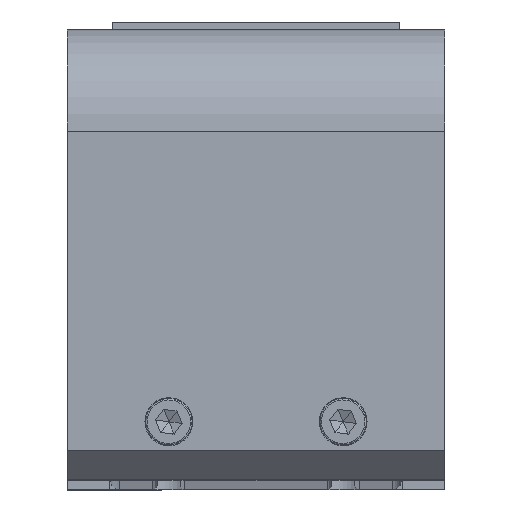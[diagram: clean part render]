
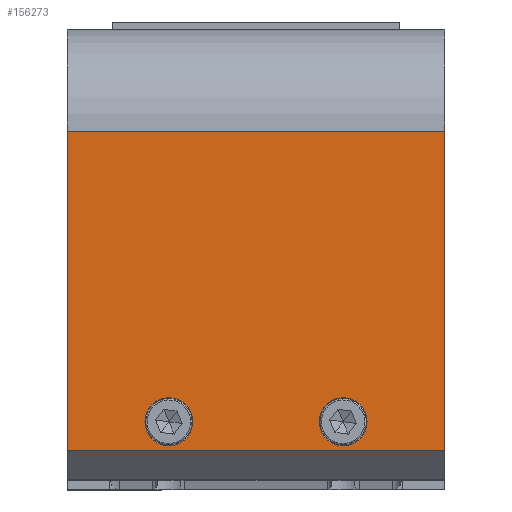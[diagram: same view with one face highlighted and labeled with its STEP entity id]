
A CAD part, top view. The second image highlights one B-rep face of the part: STEP entity #156273.
In plain terms, the highlighted planar face has unit normal (0, 0, 1).
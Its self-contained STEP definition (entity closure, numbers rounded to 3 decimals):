
#792 = CIRCLE ( 'NONE', #56621, 8.25 ) ;
#2071 = EDGE_LOOP ( 'NONE', ( #95463, #71021, #205708, #206054 ) ) ;
#2209 = EDGE_CURVE ( 'NONE', #21882, #194830, #215762, .T. ) ;
#3668 = DIRECTION ( 'NONE',  ( 0., 0., 1. ) ) ;
#5406 = CIRCLE ( 'NONE', #120299, 8.25 ) ;
#5665 = DIRECTION ( 'NONE',  ( -1., 0., 0. ) ) ;
#6152 = ORIENTED_EDGE ( 'NONE', *, *, #141450, .F. ) ;
#10984 = VERTEX_POINT ( 'NONE', #120256 ) ;
#14446 = DIRECTION ( 'NONE',  ( 0., 0., 1. ) ) ;
#20820 = EDGE_CURVE ( 'NONE', #119317, #97926, #107252, .T. ) ;
#21882 = VERTEX_POINT ( 'NONE', #131014 ) ;
#24439 = CARTESIAN_POINT ( 'NONE',  ( 165.217, 207.762, 762.525 ) ) ;
#27958 = AXIS2_PLACEMENT_3D ( 'NONE', #155683, #106666, #54393 ) ;
#30348 = VERTEX_POINT ( 'NONE', #170062 ) ;
#31329 = PLANE ( 'NONE',  #77983 ) ;
#33547 = LINE ( 'NONE', #166524, #130683 ) ;
#34570 = DIRECTION ( 'NONE',  ( -1., 0., 0. ) ) ;
#38316 = VECTOR ( 'NONE', #51305, 1000. ) ;
#44857 = VERTEX_POINT ( 'NONE', #24439 ) ;
#47727 = FACE_BOUND ( 'NONE', #159259, .T. ) ;
#48885 = DIRECTION ( 'NONE',  ( -1., 0., 0. ) ) ;
#51305 = DIRECTION ( 'NONE',  ( 0., -1., 0. ) ) ;
#52007 = DIRECTION ( 'NONE',  ( 0., 0., -1. ) ) ;
#54393 = DIRECTION ( 'NONE',  ( 1., 0., 0. ) ) ;
#56621 = AXIS2_PLACEMENT_3D ( 'NONE', #132443, #3668, #150919 ) ;
#60821 = CARTESIAN_POINT ( 'NONE',  ( 173.467, 207.762, 762.525 ) ) ;
#71021 = ORIENTED_EDGE ( 'NONE', *, *, #117083, .F. ) ;
#74997 = DIRECTION ( 'NONE',  ( 1., 0., 0. ) ) ;
#77983 = AXIS2_PLACEMENT_3D ( 'NONE', #200058, #52007, #34570 ) ;
#80147 = CARTESIAN_POINT ( 'NONE',  ( 78.467, 197.762, 762.525 ) ) ;
#84246 = DIRECTION ( 'NONE',  ( 1., 0., 0. ) ) ;
#89809 = EDGE_CURVE ( 'NONE', #171059, #44857, #792, .T. ) ;
#90943 = DIRECTION ( 'NONE',  ( 0., -1., 0. ) ) ;
#95463 = ORIENTED_EDGE ( 'NONE', *, *, #2209, .T. ) ;
#97926 = VERTEX_POINT ( 'NONE', #176527 ) ;
#106666 = DIRECTION ( 'NONE',  ( 0., 0., 1. ) ) ;
#107209 = AXIS2_PLACEMENT_3D ( 'NONE', #60821, #156703, #74997 ) ;
#107252 = LINE ( 'NONE', #204124, #130892 ) ;
#107707 = VECTOR ( 'NONE', #5665, 1000. ) ;
#111007 = EDGE_CURVE ( 'NONE', #44857, #171059, #180258, .T. ) ;
#114426 = EDGE_LOOP ( 'NONE', ( #129574, #181909 ) ) ;
#117083 = EDGE_CURVE ( 'NONE', #97926, #194830, #33547, .T. ) ;
#119317 = VERTEX_POINT ( 'NONE', #120253 ) ;
#120253 = CARTESIAN_POINT ( 'NONE',  ( 208.467, 307.762, 762.525 ) ) ;
#120256 = CARTESIAN_POINT ( 'NONE',  ( 105.217, 207.762, 762.525 ) ) ;
#120299 = AXIS2_PLACEMENT_3D ( 'NONE', #183284, #14446, #84246 ) ;
#129574 = ORIENTED_EDGE ( 'NONE', *, *, #89809, .F. ) ;
#130683 = VECTOR ( 'NONE', #48885, 1000. ) ;
#130892 = VECTOR ( 'NONE', #90943, 1000. ) ;
#131014 = CARTESIAN_POINT ( 'NONE',  ( 78.467, 307.762, 762.525 ) ) ;
#132443 = CARTESIAN_POINT ( 'NONE',  ( 173.467, 207.762, 762.525 ) ) ;
#139339 = ORIENTED_EDGE ( 'NONE', *, *, #177808, .F. ) ;
#141450 = EDGE_CURVE ( 'NONE', #30348, #10984, #5406, .T. ) ;
#145071 = EDGE_CURVE ( 'NONE', #119317, #21882, #202885, .T. ) ;
#149439 = CARTESIAN_POINT ( 'NONE',  ( 78.467, 197.762, 762.525 ) ) ;
#149779 = CIRCLE ( 'NONE', #27958, 8.25 ) ;
#150919 = DIRECTION ( 'NONE',  ( 1., 0., 0. ) ) ;
#155683 = CARTESIAN_POINT ( 'NONE',  ( 113.467, 207.762, 762.525 ) ) ;
#156273 = ADVANCED_FACE ( 'NONE', ( #47727, #181626, #182712 ), #31329, .F. ) ;
#156703 = DIRECTION ( 'NONE',  ( 0., 0., 1. ) ) ;
#159259 = EDGE_LOOP ( 'NONE', ( #6152, #139339 ) ) ;
#166524 = CARTESIAN_POINT ( 'NONE',  ( 208.467, 197.762, 762.525 ) ) ;
#170062 = CARTESIAN_POINT ( 'NONE',  ( 121.717, 207.762, 762.525 ) ) ;
#171059 = VERTEX_POINT ( 'NONE', #180764 ) ;
#176527 = CARTESIAN_POINT ( 'NONE',  ( 208.467, 197.762, 762.525 ) ) ;
#177808 = EDGE_CURVE ( 'NONE', #10984, #30348, #149779, .T. ) ;
#180258 = CIRCLE ( 'NONE', #107209, 8.25 ) ;
#180764 = CARTESIAN_POINT ( 'NONE',  ( 181.717, 207.762, 762.525 ) ) ;
#181626 = FACE_BOUND ( 'NONE', #114426, .T. ) ;
#181909 = ORIENTED_EDGE ( 'NONE', *, *, #111007, .F. ) ;
#182712 = FACE_OUTER_BOUND ( 'NONE', #2071, .T. ) ;
#183284 = CARTESIAN_POINT ( 'NONE',  ( 113.467, 207.762, 762.525 ) ) ;
#194830 = VERTEX_POINT ( 'NONE', #80147 ) ;
#200058 = CARTESIAN_POINT ( 'NONE',  ( 208.467, 197.762, 762.525 ) ) ;
#202885 = LINE ( 'NONE', #203970, #107707 ) ;
#203970 = CARTESIAN_POINT ( 'NONE',  ( 208.467, 307.762, 762.525 ) ) ;
#204124 = CARTESIAN_POINT ( 'NONE',  ( 208.467, 197.762, 762.525 ) ) ;
#205708 = ORIENTED_EDGE ( 'NONE', *, *, #20820, .F. ) ;
#206054 = ORIENTED_EDGE ( 'NONE', *, *, #145071, .T. ) ;
#215762 = LINE ( 'NONE', #149439, #38316 ) ;
